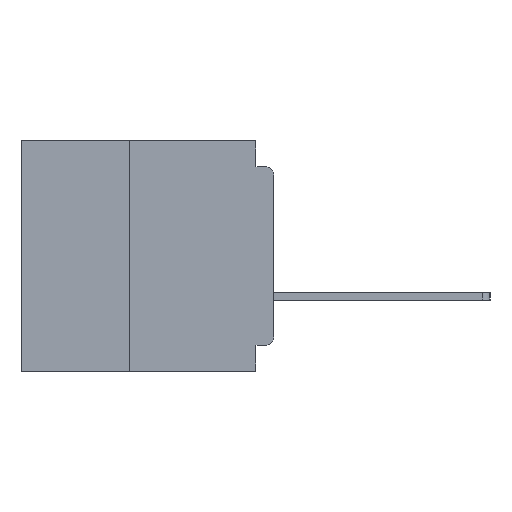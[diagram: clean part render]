
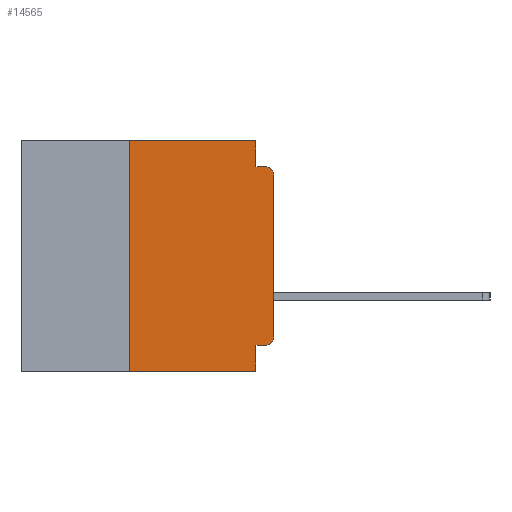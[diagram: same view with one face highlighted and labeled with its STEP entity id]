
A CAD part, left-side view. The second image highlights one B-rep face of the part: STEP entity #14565.
In plain terms, the highlighted planar face has unit normal (-1, 0, 0).
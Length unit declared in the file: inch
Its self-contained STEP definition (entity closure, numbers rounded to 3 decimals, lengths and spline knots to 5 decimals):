
#550 = VERTEX_POINT ( 'NONE', #21278 ) ;
#1583 = CARTESIAN_POINT ( 'NONE',  ( 0., 0.031, -0.355 ) ) ;
#2438 = CARTESIAN_POINT ( 'NONE',  ( 0., 0.031, 0. ) ) ;
#3454 = CARTESIAN_POINT ( 'NONE',  ( 0., 0., 0. ) ) ;
#3788 = EDGE_CURVE ( 'NONE', #24829, #10277, #31419, .T. ) ;
#3893 = CARTESIAN_POINT ( 'NONE',  ( 0., 0.031, -0.045 ) ) ;
#4043 = EDGE_CURVE ( 'NONE', #21273, #550, #13854, .T. ) ;
#4409 = DIRECTION ( 'NONE',  ( 0., -1., 0. ) ) ;
#4760 = CARTESIAN_POINT ( 'NONE',  ( 0., 0.437, -0.4 ) ) ;
#5244 = LINE ( 'NONE', #3454, #37177 ) ;
#5268 = LINE ( 'NONE', #10914, #28025 ) ;
#5287 = CIRCLE ( 'NONE', #12195, 0.015 ) ;
#5693 = CARTESIAN_POINT ( 'NONE',  ( 0., 0.437, 0. ) ) ;
#6285 = LINE ( 'NONE', #2438, #29969 ) ;
#6747 = VECTOR ( 'NONE', #4409, 39.37008 ) ;
#7340 = CARTESIAN_POINT ( 'NONE',  ( 0., 0.437, 0. ) ) ;
#8770 = ORIENTED_EDGE ( 'NONE', *, *, #34105, .T. ) ;
#9094 = VERTEX_POINT ( 'NONE', #31182 ) ;
#9128 = EDGE_CURVE ( 'NONE', #25955, #17385, #5244, .T. ) ;
#9955 = AXIS2_PLACEMENT_3D ( 'NONE', #7340, #10481, #32073 ) ;
#10277 = VERTEX_POINT ( 'NONE', #17097 ) ;
#10481 = DIRECTION ( 'NONE',  ( 1., 0., 0. ) ) ;
#10914 = CARTESIAN_POINT ( 'NONE',  ( 0., 0.031, -0.4 ) ) ;
#11307 = VERTEX_POINT ( 'NONE', #25859 ) ;
#12195 = AXIS2_PLACEMENT_3D ( 'NONE', #16868, #38474, #20004 ) ;
#12325 = DIRECTION ( 'NONE',  ( -1., 0., 0. ) ) ;
#12432 = ORIENTED_EDGE ( 'NONE', *, *, #39424, .F. ) ;
#12598 = VECTOR ( 'NONE', #33531, 39.37008 ) ;
#13006 = CIRCLE ( 'NONE', #27792, 0.015 ) ;
#13854 = LINE ( 'NONE', #36849, #37531 ) ;
#14103 = ORIENTED_EDGE ( 'NONE', *, *, #9128, .T. ) ;
#14565 = ADVANCED_FACE ( 'NONE', ( #36698 ), #31944, .F. ) ;
#16868 = CARTESIAN_POINT ( 'NONE',  ( 0., 0.015, -0.34 ) ) ;
#17097 = CARTESIAN_POINT ( 'NONE',  ( 0., 0.031, -0.4 ) ) ;
#17385 = VERTEX_POINT ( 'NONE', #23257 ) ;
#19199 = ORIENTED_EDGE ( 'NONE', *, *, #21370, .T. ) ;
#20004 = DIRECTION ( 'NONE',  ( 0., 0., -1. ) ) ;
#20128 = DIRECTION ( 'NONE',  ( 0., 0., -1. ) ) ;
#20295 = CARTESIAN_POINT ( 'NONE',  ( 0., 0., -0.355 ) ) ;
#21273 = VERTEX_POINT ( 'NONE', #3893 ) ;
#21278 = CARTESIAN_POINT ( 'NONE',  ( 0., 0.015, -0.045 ) ) ;
#21370 = EDGE_CURVE ( 'NONE', #28427, #25955, #5287, .T. ) ;
#23250 = VECTOR ( 'NONE', #23417, 39.37008 ) ;
#23257 = CARTESIAN_POINT ( 'NONE',  ( 0., 0., -0.06 ) ) ;
#23417 = DIRECTION ( 'NONE',  ( 0., 1., 0. ) ) ;
#23791 = ORIENTED_EDGE ( 'NONE', *, *, #39867, .F. ) ;
#24095 = DIRECTION ( 'NONE',  ( 0., 0., -1. ) ) ;
#24263 = CARTESIAN_POINT ( 'NONE',  ( 0., 0.015, -0.355 ) ) ;
#24670 = EDGE_CURVE ( 'NONE', #11307, #21273, #6285, .T. ) ;
#24829 = VERTEX_POINT ( 'NONE', #34059 ) ;
#25157 = EDGE_CURVE ( 'NONE', #34456, #10277, #5268, .T. ) ;
#25859 = CARTESIAN_POINT ( 'NONE',  ( 0., 0.031, 0. ) ) ;
#25955 = VERTEX_POINT ( 'NONE', #33407 ) ;
#26791 = CARTESIAN_POINT ( 'NONE',  ( 0., 0.25, -0.4 ) ) ;
#27122 = EDGE_LOOP ( 'NONE', ( #14103, #8770, #30598, #34426, #12432, #29231, #35219, #38541, #23791, #19199 ) ) ;
#27792 = AXIS2_PLACEMENT_3D ( 'NONE', #30828, #12325, #33931 ) ;
#28025 = VECTOR ( 'NONE', #20128, 39.37008 ) ;
#28343 = DIRECTION ( 'NONE',  ( 0., 0., 1. ) ) ;
#28427 = VERTEX_POINT ( 'NONE', #24263 ) ;
#29231 = ORIENTED_EDGE ( 'NONE', *, *, #32214, .F. ) ;
#29867 = DIRECTION ( 'NONE',  ( 0., 0., 1. ) ) ;
#29969 = VECTOR ( 'NONE', #24095, 39.37008 ) ;
#30598 = ORIENTED_EDGE ( 'NONE', *, *, #4043, .F. ) ;
#30828 = CARTESIAN_POINT ( 'NONE',  ( 0., 0.015, -0.06 ) ) ;
#31070 = VECTOR ( 'NONE', #29867, 39.37008 ) ;
#31182 = CARTESIAN_POINT ( 'NONE',  ( 0., 0.25, 0. ) ) ;
#31419 = LINE ( 'NONE', #4760, #6747 ) ;
#31441 = LINE ( 'NONE', #20295, #23250 ) ;
#31944 = PLANE ( 'NONE',  #9955 ) ;
#32073 = DIRECTION ( 'NONE',  ( 0., 0., -1. ) ) ;
#32214 = EDGE_CURVE ( 'NONE', #24829, #9094, #39246, .T. ) ;
#33407 = CARTESIAN_POINT ( 'NONE',  ( 0., 0., -0.34 ) ) ;
#33531 = DIRECTION ( 'NONE',  ( 0., -1., 0. ) ) ;
#33931 = DIRECTION ( 'NONE',  ( 0., 0., -1. ) ) ;
#34059 = CARTESIAN_POINT ( 'NONE',  ( 0., 0.25, -0.4 ) ) ;
#34105 = EDGE_CURVE ( 'NONE', #17385, #550, #13006, .T. ) ;
#34426 = ORIENTED_EDGE ( 'NONE', *, *, #24670, .F. ) ;
#34456 = VERTEX_POINT ( 'NONE', #1583 ) ;
#35219 = ORIENTED_EDGE ( 'NONE', *, *, #3788, .T. ) ;
#36698 = FACE_OUTER_BOUND ( 'NONE', #27122, .T. ) ;
#36714 = DIRECTION ( 'NONE',  ( 0., -1., 0. ) ) ;
#36849 = CARTESIAN_POINT ( 'NONE',  ( 0., 0., -0.045 ) ) ;
#37177 = VECTOR ( 'NONE', #28343, 39.37008 ) ;
#37233 = LINE ( 'NONE', #5693, #12598 ) ;
#37531 = VECTOR ( 'NONE', #36714, 39.37008 ) ;
#38474 = DIRECTION ( 'NONE',  ( -1., 0., 0. ) ) ;
#38541 = ORIENTED_EDGE ( 'NONE', *, *, #25157, .F. ) ;
#39246 = LINE ( 'NONE', #26791, #31070 ) ;
#39424 = EDGE_CURVE ( 'NONE', #9094, #11307, #37233, .T. ) ;
#39867 = EDGE_CURVE ( 'NONE', #28427, #34456, #31441, .T. ) ;
